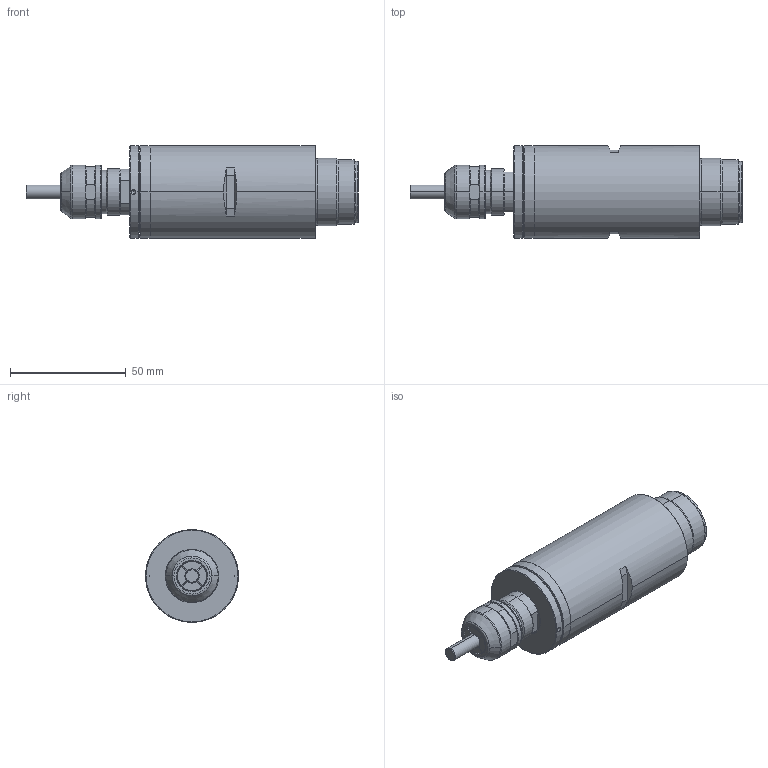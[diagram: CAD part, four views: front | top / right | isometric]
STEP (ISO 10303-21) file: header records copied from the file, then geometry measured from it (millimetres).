
FILE_DESCRIPTION (( 'STEP AP203' ), '1' );
FILE_NAME ('NR-4040.STEP', '2016-05-10T02:42:38', ( '' ), ( '' ), 'SwSTEP 2.0', 'SolidWorks 2013', '' );
FILE_SCHEMA (( 'CONFIG_CONTROL_DESIGN' ));
Length unit declared in the file: millimetre
Products named in the file (1): NR-4040
Bounding box: 143.12 x 40 x 40 mm (x, y, z)
Volume: 68957.9 mm3; surface area: 48348 mm2
Topology: 12 solids, 12 shells, 654 faces, 1665 edges, 1037 vertices
Faces by surface type: cylinder 232, plane 214, cone 167, bspline 41
Entity records: 22025 total; most frequent: CARTESIAN_POINT 6316, DIRECTION 3341, ORIENTED_EDGE 3302, EDGE_CURVE 1651, AXIS2_PLACEMENT_3D 1356, VERTEX_POINT 1037, CIRCLE 742, EDGE_LOOP 716
